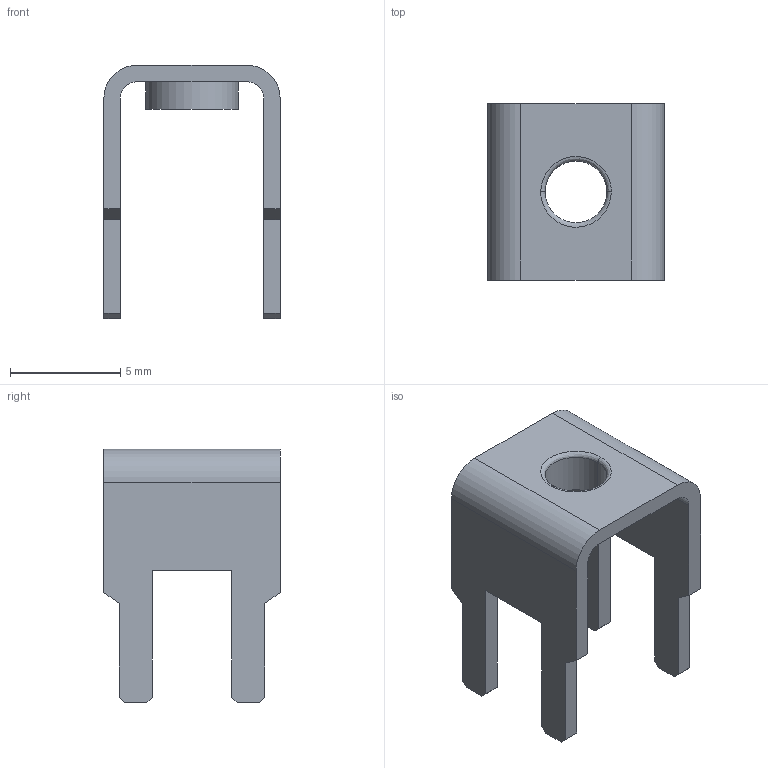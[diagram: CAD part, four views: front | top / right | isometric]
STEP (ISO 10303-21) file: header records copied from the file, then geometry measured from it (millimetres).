
FILE_DESCRIPTION (( 'STEP AP214' ), '1' );
FILE_NAME ('AC7EBF75-A0EA-44C6-96C1-D0E1DC04A66C.STEP', '2023-01-08T04:14:16', ( '' ), ( '' ), 'SwSTEP 2.0', 'SolidWorks 2022', '' );
FILE_SCHEMA (( 'AUTOMOTIVE_DESIGN' ));
Length unit declared in the file: millimetre
Products named in the file (1): AC7EBF75-A0EA-44C6-96C1-D0E1DC04A66C
Bounding box: 8 x 8 x 11.5 mm (x, y, z)
Volume: 133.6 mm3; surface area: 435 mm2
Topology: 1 solids, 1 shells, 45 faces, 124 edges, 82 vertices
Faces by surface type: plane 35, cylinder 8, bspline 2
Entity records: 2040 total; most frequent: CARTESIAN_POINT 351, ORIENTED_EDGE 248, DIRECTION 228, EDGE_CURVE 124, VECTOR 104, LINE 104, VERTEX_POINT 82, AXIS2_PLACEMENT_3D 62
